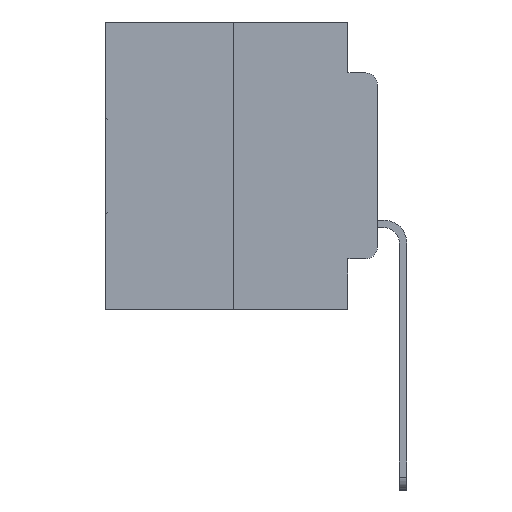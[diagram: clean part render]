
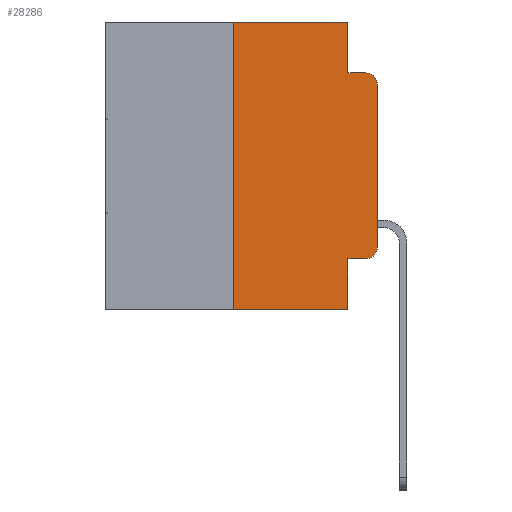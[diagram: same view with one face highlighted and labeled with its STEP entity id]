
A CAD part, left-side view. The second image highlights one B-rep face of the part: STEP entity #28286.
In plain terms, the highlighted planar face has unit normal (-1, 0, 0).
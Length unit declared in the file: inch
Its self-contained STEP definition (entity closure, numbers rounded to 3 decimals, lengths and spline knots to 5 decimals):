
#15 = EDGE_CURVE ( 'NONE', #14898, #208, #25455, .T. ) ;
#208 = VERTEX_POINT ( 'NONE', #19973 ) ;
#762 = CARTESIAN_POINT ( 'NONE',  ( 0., 0.473, 0. ) ) ;
#882 = EDGE_LOOP ( 'NONE', ( #26166, #20808, #3290, #6575, #14429, #21181, #3742, #5376, #30833, #20121 ) ) ;
#1723 = CARTESIAN_POINT ( 'NONE',  ( 0., 0.02, -0.1085 ) ) ;
#2330 = EDGE_CURVE ( 'NONE', #10070, #30521, #21749, .T. ) ;
#2840 = CARTESIAN_POINT ( 'NONE',  ( 0., 0., -0.3915 ) ) ;
#3290 = ORIENTED_EDGE ( 'NONE', *, *, #15, .F. ) ;
#3374 = EDGE_CURVE ( 'NONE', #4036, #25217, #16889, .T. ) ;
#3742 = ORIENTED_EDGE ( 'NONE', *, *, #5885, .T. ) ;
#4036 = VERTEX_POINT ( 'NONE', #2840 ) ;
#4422 = DIRECTION ( 'NONE',  ( 0., 0., -1. ) ) ;
#4945 = EDGE_CURVE ( 'NONE', #30521, #14898, #13520, .T. ) ;
#5376 = ORIENTED_EDGE ( 'NONE', *, *, #21143, .F. ) ;
#5885 = EDGE_CURVE ( 'NONE', #12286, #10984, #8664, .T. ) ;
#6228 = DIRECTION ( 'NONE',  ( 0., 0., 1. ) ) ;
#6565 = EDGE_CURVE ( 'NONE', #8650, #4036, #7029, .T. ) ;
#6575 = ORIENTED_EDGE ( 'NONE', *, *, #4945, .F. ) ;
#6981 = VECTOR ( 'NONE', #29172, 39.37008 ) ;
#7029 = CIRCLE ( 'NONE', #18134, 0.02 ) ;
#7172 = CARTESIAN_POINT ( 'NONE',  ( 0., 0.473, 0. ) ) ;
#8650 = VERTEX_POINT ( 'NONE', #25682 ) ;
#8664 = LINE ( 'NONE', #27657, #26289 ) ;
#9416 = CARTESIAN_POINT ( 'NONE',  ( 0., 0.051, -0.0885 ) ) ;
#9624 = DIRECTION ( 'NONE',  ( 1., 0., 0. ) ) ;
#9833 = VECTOR ( 'NONE', #29787, 39.37008 ) ;
#10070 = VERTEX_POINT ( 'NONE', #12513 ) ;
#10586 = DIRECTION ( 'NONE',  ( -1., 0., 0. ) ) ;
#10984 = VERTEX_POINT ( 'NONE', #20077 ) ;
#11472 = CARTESIAN_POINT ( 'NONE',  ( 0., 0.051, 0. ) ) ;
#12286 = VERTEX_POINT ( 'NONE', #25975 ) ;
#12513 = CARTESIAN_POINT ( 'NONE',  ( 0., 0.25, 0. ) ) ;
#13520 = LINE ( 'NONE', #24338, #24936 ) ;
#14121 = DIRECTION ( 'NONE',  ( 0., -1., 0. ) ) ;
#14429 = ORIENTED_EDGE ( 'NONE', *, *, #2330, .F. ) ;
#14898 = VERTEX_POINT ( 'NONE', #29292 ) ;
#15584 = VERTEX_POINT ( 'NONE', #27362 ) ;
#15799 = LINE ( 'NONE', #20257, #21850 ) ;
#16431 = VECTOR ( 'NONE', #24725, 39.37008 ) ;
#16889 = LINE ( 'NONE', #24855, #22212 ) ;
#17131 = FACE_OUTER_BOUND ( 'NONE', #882, .T. ) ;
#18134 = AXIS2_PLACEMENT_3D ( 'NONE', #24319, #10586, #26621 ) ;
#18298 = CIRCLE ( 'NONE', #26343, 0.02 ) ;
#18674 = DIRECTION ( 'NONE',  ( -1., 0., 0. ) ) ;
#19074 = CARTESIAN_POINT ( 'NONE',  ( 0., 0.051, 0. ) ) ;
#19973 = CARTESIAN_POINT ( 'NONE',  ( 0., 0.02, -0.0885 ) ) ;
#20077 = CARTESIAN_POINT ( 'NONE',  ( 0., 0.051, -0.5 ) ) ;
#20121 = ORIENTED_EDGE ( 'NONE', *, *, #6565, .T. ) ;
#20257 = CARTESIAN_POINT ( 'NONE',  ( 0., 0.25, 0. ) ) ;
#20808 = ORIENTED_EDGE ( 'NONE', *, *, #26086, .T. ) ;
#21099 = PLANE ( 'NONE',  #21788 ) ;
#21143 = EDGE_CURVE ( 'NONE', #15584, #10984, #21346, .T. ) ;
#21181 = ORIENTED_EDGE ( 'NONE', *, *, #25902, .F. ) ;
#21346 = LINE ( 'NONE', #11472, #9833 ) ;
#21749 = LINE ( 'NONE', #762, #16431 ) ;
#21788 = AXIS2_PLACEMENT_3D ( 'NONE', #7172, #9624, #25688 ) ;
#21850 = VECTOR ( 'NONE', #6228, 39.37008 ) ;
#21878 = LINE ( 'NONE', #30061, #25798 ) ;
#22212 = VECTOR ( 'NONE', #27145, 39.37008 ) ;
#24319 = CARTESIAN_POINT ( 'NONE',  ( 0., 0.02, -0.3915 ) ) ;
#24338 = CARTESIAN_POINT ( 'NONE',  ( 0., 0.051, 0. ) ) ;
#24433 = DIRECTION ( 'NONE',  ( 0., 0., -1. ) ) ;
#24725 = DIRECTION ( 'NONE',  ( 0., -1., 0. ) ) ;
#24855 = CARTESIAN_POINT ( 'NONE',  ( 0., 0., 0. ) ) ;
#24936 = VECTOR ( 'NONE', #24433, 39.37008 ) ;
#25217 = VERTEX_POINT ( 'NONE', #28961 ) ;
#25452 = DIRECTION ( 'NONE',  ( 0., -1., 0. ) ) ;
#25455 = LINE ( 'NONE', #9416, #6981 ) ;
#25468 = EDGE_CURVE ( 'NONE', #15584, #8650, #21878, .T. ) ;
#25682 = CARTESIAN_POINT ( 'NONE',  ( 0., 0.02, -0.4115 ) ) ;
#25688 = DIRECTION ( 'NONE',  ( 0., 0., -1. ) ) ;
#25798 = VECTOR ( 'NONE', #14121, 39.37008 ) ;
#25902 = EDGE_CURVE ( 'NONE', #12286, #10070, #15799, .T. ) ;
#25975 = CARTESIAN_POINT ( 'NONE',  ( 0., 0.25, -0.5 ) ) ;
#26086 = EDGE_CURVE ( 'NONE', #25217, #208, #18298, .T. ) ;
#26166 = ORIENTED_EDGE ( 'NONE', *, *, #3374, .T. ) ;
#26289 = VECTOR ( 'NONE', #25452, 39.37008 ) ;
#26343 = AXIS2_PLACEMENT_3D ( 'NONE', #1723, #18674, #4422 ) ;
#26621 = DIRECTION ( 'NONE',  ( 0., 0., -1. ) ) ;
#27145 = DIRECTION ( 'NONE',  ( 0., 0., 1. ) ) ;
#27362 = CARTESIAN_POINT ( 'NONE',  ( 0., 0.051, -0.4115 ) ) ;
#27657 = CARTESIAN_POINT ( 'NONE',  ( 0., 0.473, -0.5 ) ) ;
#28286 = ADVANCED_FACE ( 'NONE', ( #17131 ), #21099, .F. ) ;
#28961 = CARTESIAN_POINT ( 'NONE',  ( 0., 0., -0.1085 ) ) ;
#29172 = DIRECTION ( 'NONE',  ( 0., -1., 0. ) ) ;
#29292 = CARTESIAN_POINT ( 'NONE',  ( 0., 0.051, -0.0885 ) ) ;
#29787 = DIRECTION ( 'NONE',  ( 0., 0., -1. ) ) ;
#30061 = CARTESIAN_POINT ( 'NONE',  ( 0., 0.051, -0.4115 ) ) ;
#30521 = VERTEX_POINT ( 'NONE', #19074 ) ;
#30833 = ORIENTED_EDGE ( 'NONE', *, *, #25468, .T. ) ;
